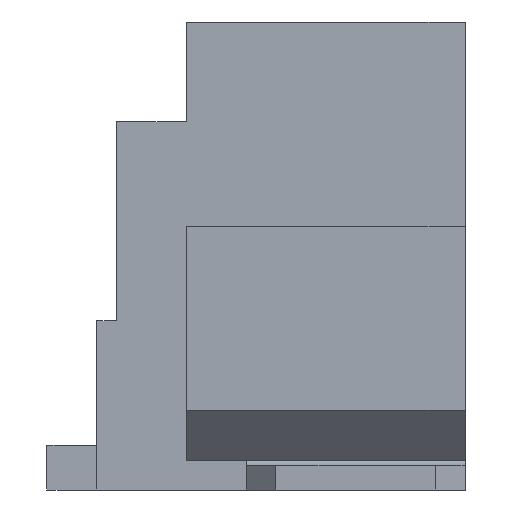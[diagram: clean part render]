
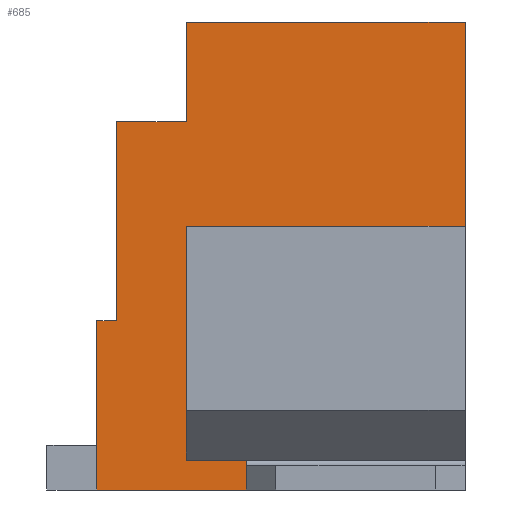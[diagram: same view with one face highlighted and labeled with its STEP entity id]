
A CAD part, left-side view. The second image highlights one B-rep face of the part: STEP entity #685.
In plain terms, the highlighted planar face has unit normal (-1, 0, 0).
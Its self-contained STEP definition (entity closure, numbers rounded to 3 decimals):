
#13=DIRECTION('',(0.,0.,1.));
#27=VECTOR('',#28,1.);
#28=DIRECTION('',(0.,-1.,0.));
#31=VERTEX_POINT('',#32);
#32=CARTESIAN_POINT('',(-10.25,0.2,4.7));
#37=EDGE_CURVE('',#31,#38,#40,.T.);
#38=VERTEX_POINT('',#39);
#39=CARTESIAN_POINT('',(-10.25,-2.6,4.7));
#40=LINE('',#41,#27);
#41=CARTESIAN_POINT('',(-10.25,1.1,4.7));
#52=VECTOR('',#53,1.);
#53=DIRECTION('',(0.,1.,0.));
#140=CARTESIAN_POINT('',(-10.25,-2.6,1.6));
#147=LINE('',#140,#148);
#148=VECTOR('',#149,1.);
#149=DIRECTION('',(0.,0.,-1.));
#152=VERTEX_POINT('',#153);
#153=CARTESIAN_POINT('',(-10.25,-2.6,0.35));
#155=VECTOR('',#156,1.);
#156=DIRECTION('',(0.,0.,-1.));
#158=EDGE_CURVE('',#152,#159,#147,.T.);
#159=VERTEX_POINT('',#160);
#160=CARTESIAN_POINT('',(-10.25,-2.6,0.));
#171=VECTOR('',#13,1.);
#624=EDGE_CURVE('',#625,#38,#627,.T.);
#625=VERTEX_POINT('',#626);
#626=CARTESIAN_POINT('',(-10.25,-2.6,2.65));
#627=LINE('',#160,#171);
#650=CARTESIAN_POINT('',(-10.25,-2.6,0.3));
#685=ADVANCED_FACE('',(#686),#746,.T.);
#686=FACE_BOUND('',#687,.T.);
#687=EDGE_LOOP('',(#688,#695,#698,#699,#704,#710,#715,#720,#723,#724,#725,#732,#737,#743));
#688=ORIENTED_EDGE('',*,*,#689,.F.);
#689=EDGE_CURVE('',#690,#692,#694,.T.);
#690=VERTEX_POINT('',#691);
#691=CARTESIAN_POINT('',(-10.25,1.1,0.));
#692=VERTEX_POINT('',#693);
#693=CARTESIAN_POINT('',(-10.25,1.1,1.7));
#694=LINE('',#691,#171);
#695=ORIENTED_EDGE('',*,*,#696,.T.);
#696=EDGE_CURVE('',#690,#159,#697,.T.);
#697=LINE('',#691,#27);
#698=ORIENTED_EDGE('',*,*,#158,.F.);
#699=ORIENTED_EDGE('',*,*,#700,.F.);
#700=EDGE_CURVE('',#701,#152,#703,.T.);
#701=VERTEX_POINT('',#702);
#702=CARTESIAN_POINT('',(-10.25,-0.4,0.35));
#703=LINE('',#702,#27);
#704=ORIENTED_EDGE('',*,*,#705,.T.);
#705=EDGE_CURVE('',#701,#706,#708,.T.);
#706=VERTEX_POINT('',#707);
#707=CARTESIAN_POINT('',(-10.25,-0.4,0.3));
#708=LINE('',#709,#148);
#709=CARTESIAN_POINT('',(-10.25,-0.4,1.6));
#710=ORIENTED_EDGE('',*,*,#711,.T.);
#711=EDGE_CURVE('',#706,#712,#714,.T.);
#712=VERTEX_POINT('',#713);
#713=CARTESIAN_POINT('',(-10.25,0.2,0.3));
#714=LINE('',#650,#52);
#715=ORIENTED_EDGE('',*,*,#716,.F.);
#716=EDGE_CURVE('',#717,#712,#719,.T.);
#717=VERTEX_POINT('',#718);
#718=CARTESIAN_POINT('',(-10.25,0.2,2.65));
#719=LINE('',#718,#155);
#720=ORIENTED_EDGE('',*,*,#721,.F.);
#721=EDGE_CURVE('',#625,#717,#722,.T.);
#722=LINE('',#626,#52);
#723=ORIENTED_EDGE('',*,*,#624,.T.);
#724=ORIENTED_EDGE('',*,*,#37,.F.);
#725=ORIENTED_EDGE('',*,*,#726,.T.);
#726=EDGE_CURVE('',#31,#727,#729,.T.);
#727=VERTEX_POINT('',#728);
#728=CARTESIAN_POINT('',(-10.25,0.2,3.7));
#729=LINE('',#32,#730);
#730=VECTOR('',#731,1.);
#731=DIRECTION('',(-0.,-0.,-1.));
#732=ORIENTED_EDGE('',*,*,#733,.F.);
#733=EDGE_CURVE('',#734,#727,#736,.T.);
#734=VERTEX_POINT('',#735);
#735=CARTESIAN_POINT('',(-10.25,0.9,3.7));
#736=LINE('',#735,#27);
#737=ORIENTED_EDGE('',*,*,#738,.T.);
#738=EDGE_CURVE('',#734,#739,#741,.T.);
#739=VERTEX_POINT('',#740);
#740=CARTESIAN_POINT('',(-10.25,0.9,1.7));
#741=LINE('',#742,#730);
#742=CARTESIAN_POINT('',(-10.25,0.9,4.7));
#743=ORIENTED_EDGE('',*,*,#744,.F.);
#744=EDGE_CURVE('',#692,#739,#745,.T.);
#745=LINE('',#693,#27);
#746=PLANE('',#747);
#747=AXIS2_PLACEMENT_3D('',#748,#749,#750);
#748=CARTESIAN_POINT('',(-10.25,-0.718,2.071));
#749=DIRECTION('',(-1.,0.,0.));
#750=DIRECTION('',(0.,-1.,0.));
